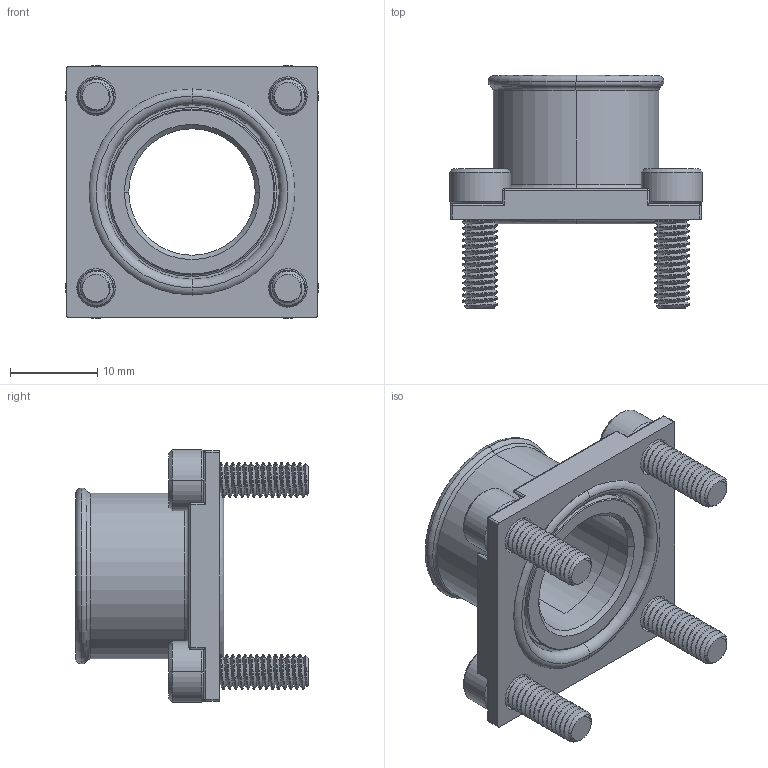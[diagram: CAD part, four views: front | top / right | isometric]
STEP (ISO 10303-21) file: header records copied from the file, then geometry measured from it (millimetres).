
FILE_DESCRIPTION((''),'2;1');
FILE_NAME('401-00178-ASM_ASM','2016-02-15T',('rnennstiel'),('vacuvane vacuum technology gmbh'),'CREO PARAMETRIC BY PTC INC, 2015290','CREO PARAMETRIC BY PTC INC, 2015290','');
FILE_SCHEMA(('CONFIG_CONTROL_DESIGN'));
Length unit declared in the file: millimetre
Products named in the file (4): 401-00177; 000-00042; MD-000061; 401-00178-ASM_ASM
Assembly tree (6 placements, depth 2):
  401-00178-ASM_ASM
    401-00177
    000-00042
    MD-000061  x4
Bounding box: 29 x 26.7 x 29 mm (x, y, z)
Volume: 4458.5 mm3; surface area: 5470.3 mm2
Topology: 6 solids, 6 shells, 383 faces, 992 edges, 626 vertices
Faces by surface type: cylinder 174, cone 68, plane 57, torus 40, bspline 32, sphere 12
Entity records: 9420 total; most frequent: CARTESIAN_POINT 5355, DIRECTION 840, ORIENTED_EDGE 828, EDGE_CURVE 414, AXIS2_PLACEMENT_3D 345, VERTEX_POINT 254, EDGE_LOOP 186, CIRCLE 173
